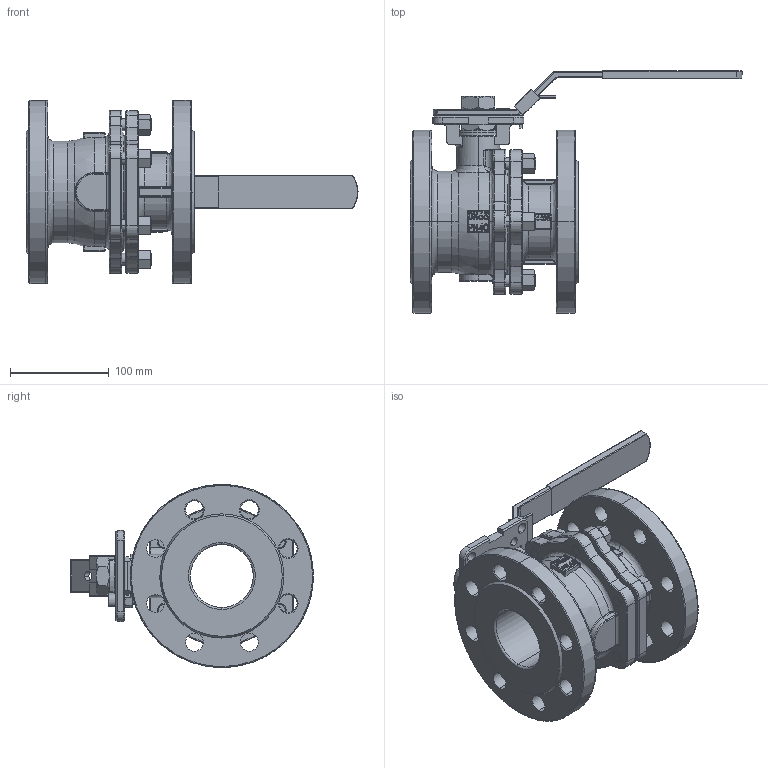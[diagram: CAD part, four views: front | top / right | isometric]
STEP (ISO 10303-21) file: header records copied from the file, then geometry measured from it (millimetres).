
FILE_DESCRIPTION (( 'STEP AP203' ), '1' );
FILE_NAME ('KV-L6N DN65.STEP', '2018-10-11T05:55:15', ( '456' ), ( '' ), 'SwSTEP 2.0', 'SolidWorks 2013', '' );
FILE_SCHEMA (( 'CONFIG_CONTROL_DESIGN' ));
Length unit declared in the file: millimetre
Products named in the file (1): KV-L6N DN65
Bounding box: 335.54 x 245.35 x 185 mm (x, y, z)
Volume: 2000778.4 mm3; surface area: 356886.9 mm2
Topology: 25 solids, 25 shells, 1431 faces, 3464 edges, 2104 vertices
Faces by surface type: plane 561, cylinder 359, bspline 289, cone 222
Entity records: 58261 total; most frequent: CARTESIAN_POINT 26562, ORIENTED_EDGE 6864, DIRECTION 6074, EDGE_CURVE 3432, AXIS2_PLACEMENT_3D 2192, VERTEX_POINT 2104, VECTOR 1690, LINE 1690
